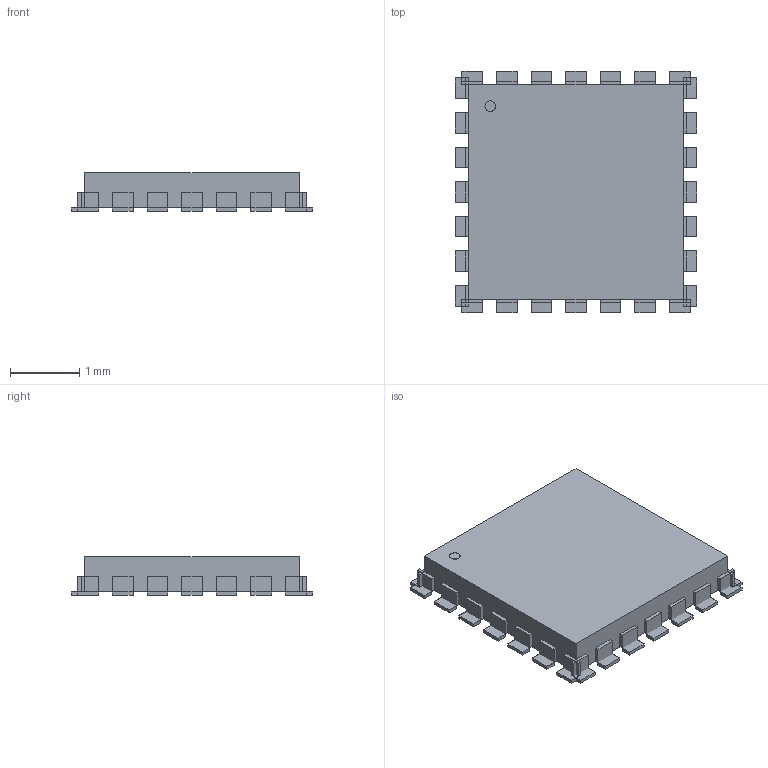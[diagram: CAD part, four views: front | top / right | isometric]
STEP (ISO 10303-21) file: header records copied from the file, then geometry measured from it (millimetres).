
FILE_DESCRIPTION(('STEP AP214'),'1');
FILE_NAME('UFQFPN-28','2019-08-28T18:19:30',(''),(''),'','','');
FILE_SCHEMA(('AUTOMOTIVE_DESIGN'));
Length unit declared in the file: millimetre
Products named in the file (1): product
Bounding box: 3.49 x 3.49 x 0.56 mm (x, y, z)
Volume: 0 mm3; surface area: 34.6 mm2
Topology: 1 solids, 287 shells, 289 faces, 1147 edges, 1090 vertices
Faces by surface type: plane 288, cylinder 1
Full cylindrical faces by diameter (mm): 0.155 x1
Entity records: 11470 total; most frequent: CARTESIAN_POINT 2303, VERTEX_POINT 2066, DIRECTION 1506, ORIENTED_EDGE 1036, EDGE_CURVE 1034, LINE 1032, VECTOR 1032, AXIS2_PLACEMENT_3D 237
